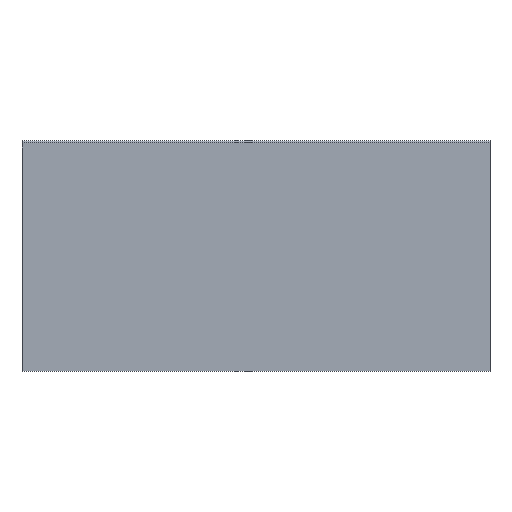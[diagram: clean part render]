
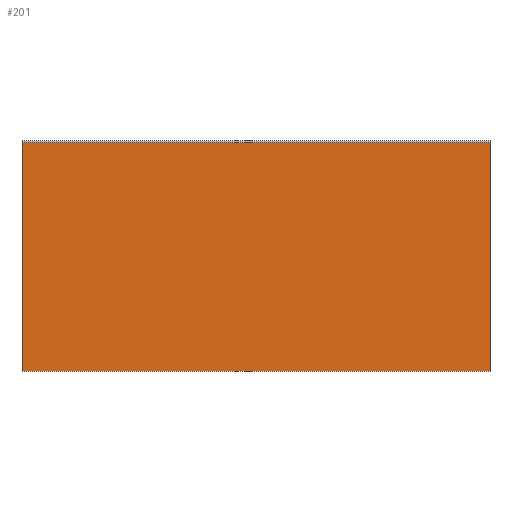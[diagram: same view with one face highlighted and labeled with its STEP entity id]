
A CAD part, front view. The second image highlights one B-rep face of the part: STEP entity #201.
In plain terms, the highlighted planar face has unit normal (0, -1, 0).
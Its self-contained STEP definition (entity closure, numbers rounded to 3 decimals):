
#21=PLANE('',#234);
#28=FACE_OUTER_BOUND('',#41,.T.);
#41=EDGE_LOOP('',(#158,#159,#160,#161));
#51=LINE('',#317,#66);
#55=LINE('',#326,#70);
#58=LINE('',#343,#73);
#59=LINE('',#345,#74);
#66=VECTOR('',#254,10.);
#70=VECTOR('',#262,10.);
#73=VECTOR('',#279,10.);
#74=VECTOR('',#282,10.);
#92=VERTEX_POINT('',#310);
#95=VERTEX_POINT('',#315);
#98=VERTEX_POINT('',#325);
#104=VERTEX_POINT('',#339);
#113=EDGE_CURVE('',#92,#95,#51,.T.);
#117=EDGE_CURVE('',#98,#92,#55,.T.);
#126=EDGE_CURVE('',#98,#104,#58,.T.);
#127=EDGE_CURVE('',#104,#95,#59,.T.);
#158=ORIENTED_EDGE('',*,*,#126,.F.);
#159=ORIENTED_EDGE('',*,*,#117,.T.);
#160=ORIENTED_EDGE('',*,*,#113,.T.);
#161=ORIENTED_EDGE('',*,*,#127,.F.);
#201=ADVANCED_FACE('',(#28),#21,.T.);
#234=AXIS2_PLACEMENT_3D('',#344,#280,#281);
#254=DIRECTION('',(1.,0.,0.));
#262=DIRECTION('',(0.,0.,-1.));
#279=DIRECTION('',(1.,0.,0.));
#280=DIRECTION('center_axis',(0.,-1.,0.));
#281=DIRECTION('ref_axis',(0.,0.,-1.));
#282=DIRECTION('',(0.,0.,-1.));
#310=CARTESIAN_POINT('',(0.,0.,-100.));
#315=CARTESIAN_POINT('',(200.,0.,-100.));
#317=CARTESIAN_POINT('',(0.,0.,-100.));
#325=CARTESIAN_POINT('',(0.,0.,-2.414));
#326=CARTESIAN_POINT('',(0.,0.,0.));
#339=CARTESIAN_POINT('',(200.,0.,-2.414));
#343=CARTESIAN_POINT('',(0.,0.,-2.414));
#344=CARTESIAN_POINT('Origin',(0.,0.,0.));
#345=CARTESIAN_POINT('',(200.,0.,0.));
